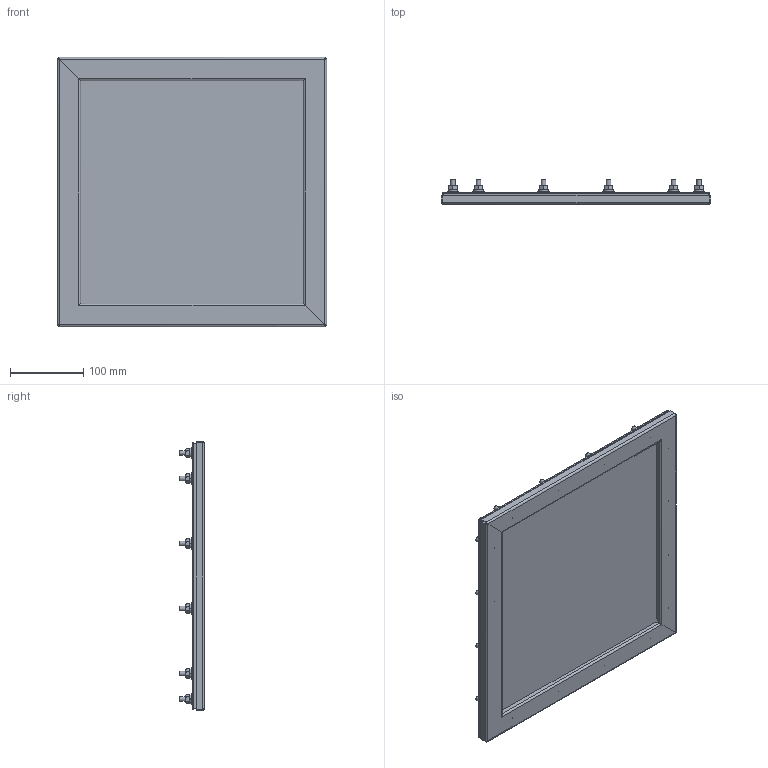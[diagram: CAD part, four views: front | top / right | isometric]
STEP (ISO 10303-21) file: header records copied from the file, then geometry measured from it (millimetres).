
FILE_DESCRIPTION( ( 'Unknown' ), '1' );
FILE_NAME( 'AWK1212.stp', 'Unknown', ( 'Unknown' ), ( 'Unknown' ), 'PSStep 16.0.42', 'Unknown', ' ' );
FILE_SCHEMA( ( 'AUTOMOTIVE_DESIGN { 1 0 10303 214 1 1 1 1 }' ) );
Length unit declared in the file: millimetre
Products named in the file (10): AWK1212_L; AWK1212; 0.250-20 x 1.250 AC_CD 201-008-808; Assem1; HN_0.2500; FW_0.2500; LW_0.250; AWK1212_GASKET; AWK1212-PR; AWK1212_LEXAN
Assembly tree (62 placements, depth 3):
  Assem1
    HN_0.2500  x16
    FW_0.2500  x16
    LW_0.250  x16
    AWK1212_GASKET
    AWK1212-PR
    AWK1212_LEXAN
    AWK1212_L  x2
      AWK1212
      0.250-20 x 1.250 AC_CD 201-008-808
Bounding box: 368.3 x 33.66 x 368.3 mm (x, y, z)
Volume: 1330931.3 mm3; surface area: 564378.7 mm2
Topology: 69 solids, 69 shells, 2386 faces, 5592 edges, 3712 vertices
Faces by surface type: plane 1646, extrusion 448, cylinder 192, cone 80, bspline 20
Full cylindrical faces by diameter (mm): 0.508 x16, 3.023 x16, 3.175 x16, 6.35 x32, 7.137 x16, 7.798 x16, 9.525 x16, 15.875 x16
Entity records: 47628 total; most frequent: CARTESIAN_POINT 18792, ORIENTED_EDGE 4626, DIRECTION 2872, EDGE_CURVE 2313, B_SPLINE_CURVE_WITH_KNOTS 1637, VERTEX_POINT 1593, EDGE_LOOP 1298, FACE_OUTER_BOUND 1083
